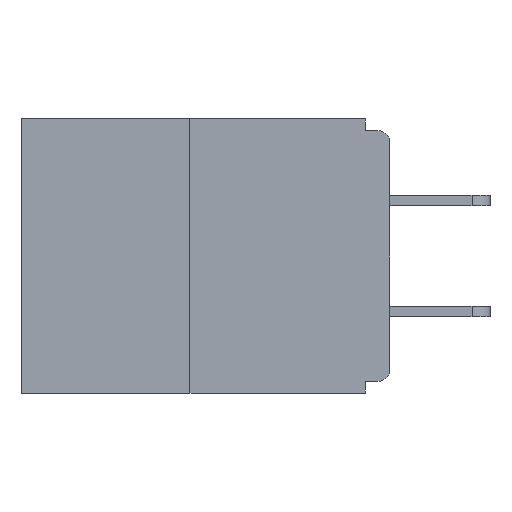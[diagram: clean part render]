
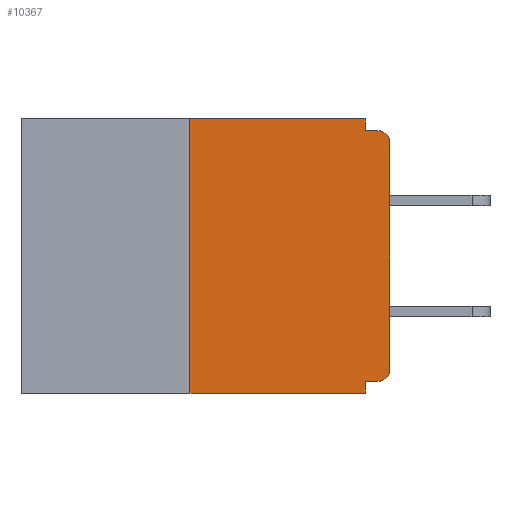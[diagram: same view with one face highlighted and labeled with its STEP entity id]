
A CAD part, left-side view. The second image highlights one B-rep face of the part: STEP entity #10367.
In plain terms, the highlighted planar face has unit normal (-1, 0, 0).
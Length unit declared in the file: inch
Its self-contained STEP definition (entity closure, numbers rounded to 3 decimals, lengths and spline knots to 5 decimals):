
#92 = VECTOR ( 'NONE', #591, 39.37008 ) ;
#198 = VERTEX_POINT ( 'NONE', #8177 ) ;
#276 = ORIENTED_EDGE ( 'NONE', *, *, #6346, .F. ) ;
#371 = CARTESIAN_POINT ( 'NONE',  ( 0., 0.031, -0.343 ) ) ;
#591 = DIRECTION ( 'NONE',  ( 0., 0., -1. ) ) ;
#627 = EDGE_CURVE ( 'NONE', #4069, #12544, #11087, .T. ) ;
#717 = VECTOR ( 'NONE', #10079, 39.37008 ) ;
#821 = CARTESIAN_POINT ( 'NONE',  ( 0., 0., -0.015 ) ) ;
#1052 = EDGE_CURVE ( 'NONE', #12544, #4151, #12933, .T. ) ;
#1392 = EDGE_LOOP ( 'NONE', ( #1511, #276, #19353, #18599, #4061, #1613, #16401, #10053, #6677, #2068 ) ) ;
#1511 = ORIENTED_EDGE ( 'NONE', *, *, #627, .F. ) ;
#1613 = ORIENTED_EDGE ( 'NONE', *, *, #3624, .T. ) ;
#1827 = DIRECTION ( 'NONE',  ( 0., 0., -1. ) ) ;
#1941 = AXIS2_PLACEMENT_3D ( 'NONE', #16998, #7950, #16875 ) ;
#2068 = ORIENTED_EDGE ( 'NONE', *, *, #1052, .F. ) ;
#2425 = CARTESIAN_POINT ( 'NONE',  ( 0., 0.031, 0. ) ) ;
#2921 = PLANE ( 'NONE',  #15453 ) ;
#3269 = VERTEX_POINT ( 'NONE', #12997 ) ;
#3288 = LINE ( 'NONE', #5408, #9126 ) ;
#3624 = EDGE_CURVE ( 'NONE', #198, #6983, #10541, .T. ) ;
#4061 = ORIENTED_EDGE ( 'NONE', *, *, #11598, .F. ) ;
#4069 = VERTEX_POINT ( 'NONE', #18503 ) ;
#4151 = VERTEX_POINT ( 'NONE', #7492 ) ;
#4246 = CARTESIAN_POINT ( 'NONE',  ( 0., 0.031, -0.328 ) ) ;
#4320 = CARTESIAN_POINT ( 'NONE',  ( 0., 0.25, 0. ) ) ;
#4413 = DIRECTION ( 'NONE',  ( 0., 0., -1. ) ) ;
#4783 = VECTOR ( 'NONE', #16621, 39.37008 ) ;
#5063 = CIRCLE ( 'NONE', #1941, 0.015 ) ;
#5408 = CARTESIAN_POINT ( 'NONE',  ( 0., 0., -0.328 ) ) ;
#5708 = CARTESIAN_POINT ( 'NONE',  ( 0., 0., -0.03 ) ) ;
#6346 = EDGE_CURVE ( 'NONE', #14913, #4069, #9366, .T. ) ;
#6677 = ORIENTED_EDGE ( 'NONE', *, *, #15113, .F. ) ;
#6921 = LINE ( 'NONE', #11590, #15309 ) ;
#6983 = VERTEX_POINT ( 'NONE', #17640 ) ;
#7192 = LINE ( 'NONE', #371, #13039 ) ;
#7266 = DIRECTION ( 'NONE',  ( 0., 0., 1. ) ) ;
#7492 = CARTESIAN_POINT ( 'NONE',  ( 0., 0.031, -0.015 ) ) ;
#7950 = DIRECTION ( 'NONE',  ( -1., 0., 0. ) ) ;
#8177 = CARTESIAN_POINT ( 'NONE',  ( 0., 0.015, -0.328 ) ) ;
#8254 = DIRECTION ( 'NONE',  ( -1., 0., 0. ) ) ;
#8508 = EDGE_CURVE ( 'NONE', #11074, #3269, #5063, .T. ) ;
#8600 = CARTESIAN_POINT ( 'NONE',  ( 0., 0.031, -0.343 ) ) ;
#9126 = VECTOR ( 'NONE', #18737, 39.37008 ) ;
#9366 = LINE ( 'NONE', #4320, #717 ) ;
#9736 = VERTEX_POINT ( 'NONE', #4246 ) ;
#10053 = ORIENTED_EDGE ( 'NONE', *, *, #8508, .T. ) ;
#10079 = DIRECTION ( 'NONE',  ( 0., 0., 1. ) ) ;
#10221 = DIRECTION ( 'NONE',  ( 0., -1., 0. ) ) ;
#10367 = ADVANCED_FACE ( 'NONE', ( #15784 ), #2921, .F. ) ;
#10541 = CIRCLE ( 'NONE', #11894, 0.015 ) ;
#10965 = CARTESIAN_POINT ( 'NONE',  ( 0., 0.031, 0. ) ) ;
#11074 = VERTEX_POINT ( 'NONE', #5708 ) ;
#11087 = LINE ( 'NONE', #18076, #4783 ) ;
#11590 = CARTESIAN_POINT ( 'NONE',  ( 0., 0., 0. ) ) ;
#11598 = EDGE_CURVE ( 'NONE', #198, #9736, #3288, .T. ) ;
#11698 = VERTEX_POINT ( 'NONE', #8600 ) ;
#11894 = AXIS2_PLACEMENT_3D ( 'NONE', #18667, #8254, #12598 ) ;
#12517 = VECTOR ( 'NONE', #10221, 39.37008 ) ;
#12544 = VERTEX_POINT ( 'NONE', #2425 ) ;
#12598 = DIRECTION ( 'NONE',  ( 0., 0., -1. ) ) ;
#12933 = LINE ( 'NONE', #10965, #92 ) ;
#12997 = CARTESIAN_POINT ( 'NONE',  ( 0., 0.015, -0.015 ) ) ;
#13039 = VECTOR ( 'NONE', #1827, 39.37008 ) ;
#14913 = VERTEX_POINT ( 'NONE', #18644 ) ;
#15113 = EDGE_CURVE ( 'NONE', #4151, #3269, #17242, .T. ) ;
#15309 = VECTOR ( 'NONE', #7266, 39.37008 ) ;
#15453 = AXIS2_PLACEMENT_3D ( 'NONE', #19389, #19247, #4413 ) ;
#15463 = DIRECTION ( 'NONE',  ( 0., -1., 0. ) ) ;
#15784 = FACE_OUTER_BOUND ( 'NONE', #1392, .T. ) ;
#16401 = ORIENTED_EDGE ( 'NONE', *, *, #17109, .T. ) ;
#16621 = DIRECTION ( 'NONE',  ( 0., -1., 0. ) ) ;
#16875 = DIRECTION ( 'NONE',  ( 0., 0., -1. ) ) ;
#16991 = EDGE_CURVE ( 'NONE', #9736, #11698, #7192, .T. ) ;
#16998 = CARTESIAN_POINT ( 'NONE',  ( 0., 0.015, -0.03 ) ) ;
#17109 = EDGE_CURVE ( 'NONE', #6983, #11074, #6921, .T. ) ;
#17117 = CARTESIAN_POINT ( 'NONE',  ( 0., 0.46, -0.343 ) ) ;
#17242 = LINE ( 'NONE', #821, #12517 ) ;
#17412 = VECTOR ( 'NONE', #15463, 39.37008 ) ;
#17640 = CARTESIAN_POINT ( 'NONE',  ( 0., 0., -0.313 ) ) ;
#17696 = EDGE_CURVE ( 'NONE', #14913, #11698, #18348, .T. ) ;
#18076 = CARTESIAN_POINT ( 'NONE',  ( 0., 0.46, 0. ) ) ;
#18348 = LINE ( 'NONE', #17117, #17412 ) ;
#18503 = CARTESIAN_POINT ( 'NONE',  ( 0., 0.25, 0. ) ) ;
#18599 = ORIENTED_EDGE ( 'NONE', *, *, #16991, .F. ) ;
#18644 = CARTESIAN_POINT ( 'NONE',  ( 0., 0.25, -0.343 ) ) ;
#18667 = CARTESIAN_POINT ( 'NONE',  ( 0., 0.015, -0.313 ) ) ;
#18737 = DIRECTION ( 'NONE',  ( 0., 1., 0. ) ) ;
#19247 = DIRECTION ( 'NONE',  ( 1., 0., 0. ) ) ;
#19353 = ORIENTED_EDGE ( 'NONE', *, *, #17696, .T. ) ;
#19389 = CARTESIAN_POINT ( 'NONE',  ( 0., 0.46, 0. ) ) ;
